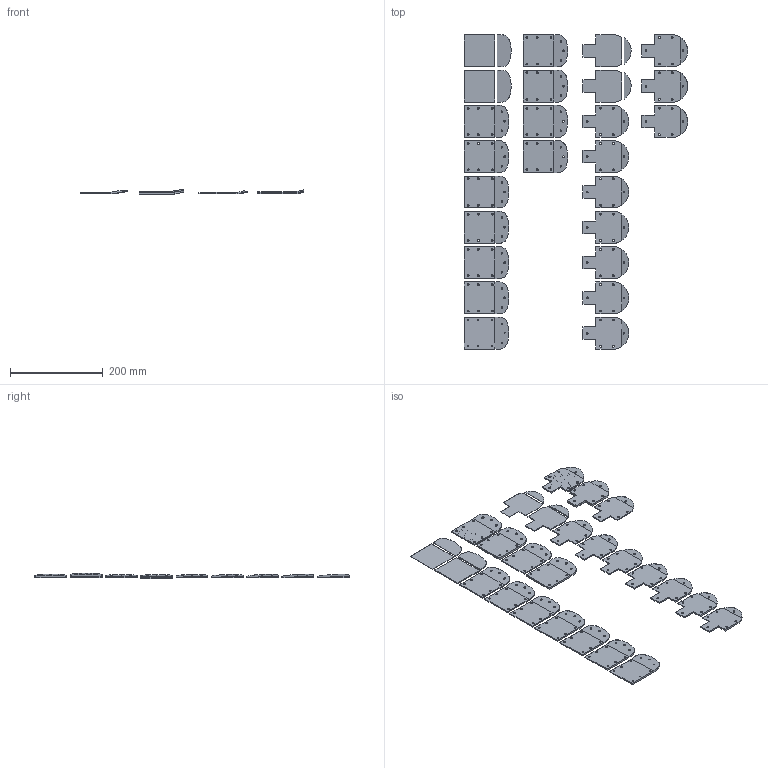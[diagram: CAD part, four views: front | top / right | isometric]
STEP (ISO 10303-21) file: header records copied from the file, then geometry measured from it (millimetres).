
FILE_DESCRIPTION(/* description */ (''),/* implementation_level */ '2;1');
FILE_NAME(/* name */ 'all_plates.step',/* time_stamp */ '2022-07-21T18:22:38-04:00',/* author */ (''),/* organization */ (''),/* preprocessor_version */ 'ST-DEVELOPER v19',/* originating_system */ 'Autodesk Translation Framework v11.7.0.108',/* authorisation */ '');
FILE_SCHEMA (('AUTOMOTIVE_DESIGN { 1 0 10303 214 3 1 1 }'));
Length unit declared in the file: inch
Products named in the file (28): all_plates; toe; template_toe;  2.308_normalized; 0deg_normal (1); 0.5deg_normal (1); 1deg_normal (1); 1.5deg_normal (1); 2deg_normal (1);   2.5deg_normal; 3deg_normal (1);  3mm_lifter; 5mm_lifter (1); 2mm_gaspedal; 4mm_gaspedal; heel; template_heel; 2.308 normalized; 0deg_normal; 0.5deg_normal; 1deg_normal; 1.5deg_normal; 2deg_normal; 2.5deg_normal; 3deg_normal; 3mm_lifter; 5mm_lifter; 2mm_lift
Assembly tree (27 placements, depth 3):
  all_plates
    toe
      template_toe
       2.308_normalized
      0deg_normal (1)
      0.5deg_normal (1)
      1deg_normal (1)
      1.5deg_normal (1)
      2deg_normal (1)
        2.5deg_normal
      3deg_normal (1)
       3mm_lifter
      5mm_lifter (1)
      2mm_gaspedal
      4mm_gaspedal
    heel
      template_heel
      2.308 normalized
      0deg_normal
      0.5deg_normal
      1deg_normal
      1.5deg_normal
      2deg_normal
      2.5deg_normal
      3deg_normal
      3mm_lifter
      5mm_lifter
      2mm_lift
Bounding box: 481.89 x 678.6 x 11.69 mm (x, y, z)
Volume: 350322.9 mm3; surface area: 313789.6 mm2
Topology: 30 solids, 30 shells, 669 faces, 1737 edges, 1132 vertices
Faces by surface type: plane 408, cylinder 231, cone 22, bspline 8
Full cylindrical faces by diameter (mm): 2.7 x9, 4 x144
Entity records: 22545 total; most frequent: CARTESIAN_POINT 4301, DIRECTION 3653, ORIENTED_EDGE 3474, EDGE_CURVE 1737, AXIS2_PLACEMENT_3D 1224, LINE 1205, VECTOR 1205, VERTEX_POINT 1132
